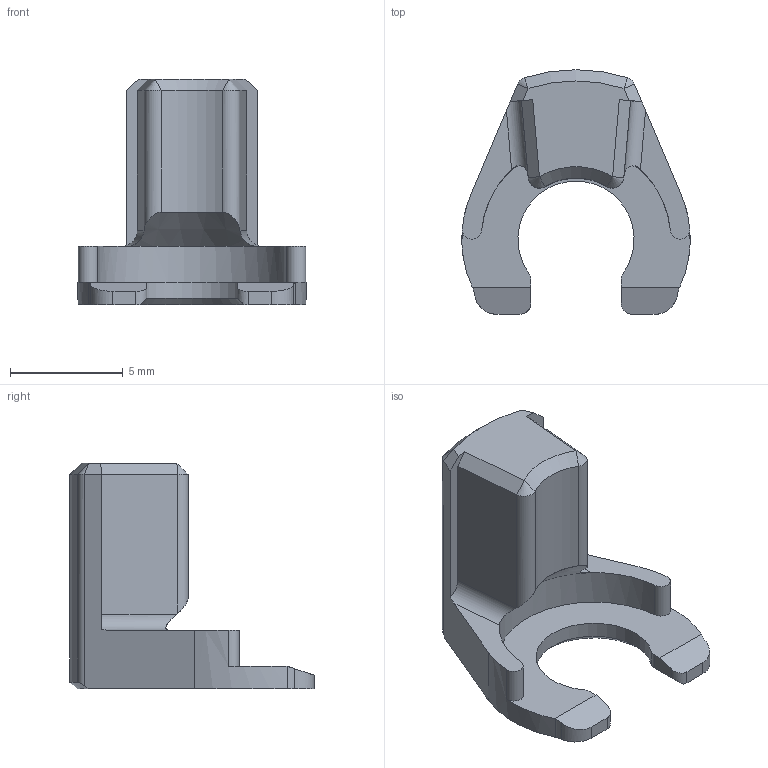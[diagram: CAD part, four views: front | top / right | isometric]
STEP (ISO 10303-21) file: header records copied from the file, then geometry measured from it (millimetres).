
FILE_DESCRIPTION(/* description */ (''),/* implementation_level */ '2;1');
FILE_NAME(/* name */ 'e3d_collet_clip.step',/* time_stamp */ '2024-10-11T11:24:52+02:00',/* author */ (''),/* organization */ (''),/* preprocessor_version */ 'ST-DEVELOPER v20',/* originating_system */ 'Autodesk Translation Framework v13.20.0.188',/* authorisation */ '');
FILE_SCHEMA (('AUTOMOTIVE_DESIGN { 1 0 10303 214 3 1 1 }'));
Length unit declared in the file: millimetre
Products named in the file (1): e3d_collet_clip
Bounding box: 10.11 x 10.82 x 10 mm (x, y, z)
Volume: 272.3 mm3; surface area: 370.7 mm2
Topology: 1 solids, 1 shells, 57 faces, 151 edges, 92 vertices
Faces by surface type: plane 24, cylinder 22, cone 11
Entity records: 1826 total; most frequent: CARTESIAN_POINT 380, DIRECTION 310, ORIENTED_EDGE 294, EDGE_CURVE 147, AXIS2_PLACEMENT_3D 115, VERTEX_POINT 92, LINE 80, VECTOR 80
